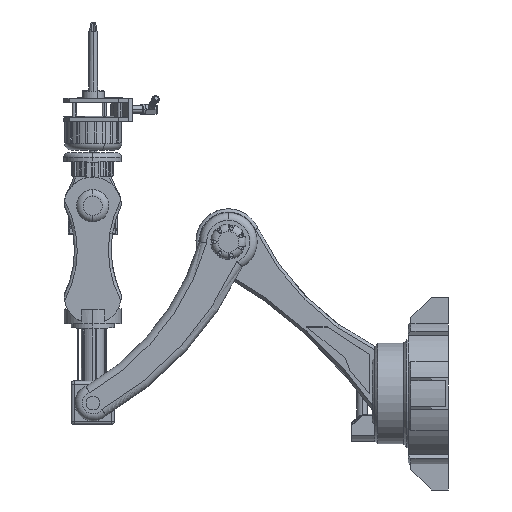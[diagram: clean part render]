
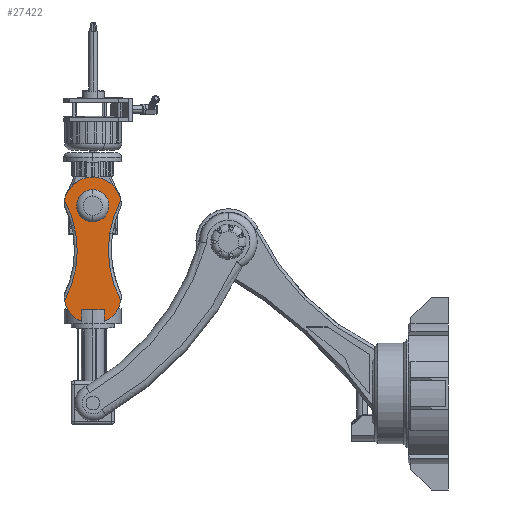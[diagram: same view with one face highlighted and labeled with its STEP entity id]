
A CAD part, left-side view. The second image highlights one B-rep face of the part: STEP entity #27422.
In plain terms, the highlighted face is planar.
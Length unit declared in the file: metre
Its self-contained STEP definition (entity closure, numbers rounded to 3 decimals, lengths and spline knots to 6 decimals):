
#331 = CIRCLE ( 'NONE', #21920, 0.07421 ) ;
#444 = CARTESIAN_POINT ( 'NONE',  ( -0.02, -0.008, 0.01 ) ) ;
#997 = DIRECTION ( 'NONE',  ( 0., 0., 1. ) ) ;
#1414 = AXIS2_PLACEMENT_3D ( 'NONE', #14709, #23831, #28718 ) ;
#1517 = ORIENTED_EDGE ( 'NONE', *, *, #3733, .F. ) ;
#1634 = CARTESIAN_POINT ( 'NONE',  ( -0.02, -0.008, 0.01 ) ) ;
#1815 = DIRECTION ( 'NONE',  ( -1., 0., 0. ) ) ;
#1837 = CIRCLE ( 'NONE', #2381, 0.019918 ) ;
#1841 = LINE ( 'NONE', #26043, #10816 ) ;
#1968 = VERTEX_POINT ( 'NONE', #4274 ) ;
#2342 = EDGE_LOOP ( 'NONE', ( #1517, #4290 ) ) ;
#2381 = AXIS2_PLACEMENT_3D ( 'NONE', #24646, #16961, #16800 ) ;
#2532 = ORIENTED_EDGE ( 'NONE', *, *, #18032, .T. ) ;
#3397 = CARTESIAN_POINT ( 'NONE',  ( -0.02, 0.008, 0.01 ) ) ;
#3733 = EDGE_CURVE ( 'NONE', #1968, #14448, #19149, .T. ) ;
#3992 = VERTEX_POINT ( 'NONE', #7984 ) ;
#4274 = CARTESIAN_POINT ( 'NONE',  ( -0.02, 0., 0.070933 ) ) ;
#4290 = ORIENTED_EDGE ( 'NONE', *, *, #8780, .F. ) ;
#4530 = ORIENTED_EDGE ( 'NONE', *, *, #18683, .T. ) ;
#4668 = FACE_BOUND ( 'NONE', #2342, .T. ) ;
#4734 = EDGE_CURVE ( 'NONE', #16257, #3992, #18661, .T. ) ;
#4926 = VERTEX_POINT ( 'NONE', #30838 ) ;
#5055 = CARTESIAN_POINT ( 'NONE',  ( -0.02, -0.085083, 0.051099 ) ) ;
#5357 = DIRECTION ( 'NONE',  ( 0., 0., -1. ) ) ;
#5397 = EDGE_CURVE ( 'NONE', #12366, #9429, #21201, .T. ) ;
#6192 = CARTESIAN_POINT ( 'NONE',  ( -0.02, 0., 0.082208 ) ) ;
#6455 = AXIS2_PLACEMENT_3D ( 'NONE', #18971, #9993, #19583 ) ;
#6578 = DIRECTION ( 'NONE',  ( 0., 0., 1. ) ) ;
#6622 = ORIENTED_EDGE ( 'NONE', *, *, #18766, .T. ) ;
#6993 = CARTESIAN_POINT ( 'NONE',  ( -0.02, 0., 0.019991 ) ) ;
#7638 = AXIS2_PLACEMENT_3D ( 'NONE', #6993, #1815, #18498 ) ;
#7658 = DIRECTION ( 'NONE',  ( -1., 0., 0. ) ) ;
#7984 = CARTESIAN_POINT ( 'NONE',  ( -0.02, 0.019572, 0.016293 ) ) ;
#8296 = CARTESIAN_POINT ( 'NONE',  ( -0.02, 0.019572, 0.085906 ) ) ;
#8396 = CARTESIAN_POINT ( 'NONE',  ( -0.02, 0., 0.093483 ) ) ;
#8780 = EDGE_CURVE ( 'NONE', #14448, #1968, #17604, .T. ) ;
#9429 = VERTEX_POINT ( 'NONE', #13983 ) ;
#9785 = CARTESIAN_POINT ( 'NONE',  ( -0.02, 0., 0.01 ) ) ;
#9851 = CARTESIAN_POINT ( 'NONE',  ( -0.02, -0.008, 0.01 ) ) ;
#9993 = DIRECTION ( 'NONE',  ( -1., 0., 0. ) ) ;
#10734 = DIRECTION ( 'NONE',  ( -1., 0., 0. ) ) ;
#10816 = VECTOR ( 'NONE', #6578, 1. ) ;
#10889 = CIRCLE ( 'NONE', #24924, 0.019918 ) ;
#11058 = EDGE_CURVE ( 'NONE', #24267, #27542, #1841, .T. ) ;
#12366 = VERTEX_POINT ( 'NONE', #15228 ) ;
#12477 = ORIENTED_EDGE ( 'NONE', *, *, #28111, .T. ) ;
#12607 = ORIENTED_EDGE ( 'NONE', *, *, #20865, .T. ) ;
#12861 = CARTESIAN_POINT ( 'NONE',  ( -0.02, -0.008, 0.01 ) ) ;
#12877 = VERTEX_POINT ( 'NONE', #28378 ) ;
#13983 = CARTESIAN_POINT ( 'NONE',  ( -0.02, -0.019564, 0.016252 ) ) ;
#14253 = FACE_OUTER_BOUND ( 'NONE', #20970, .T. ) ;
#14424 = VECTOR ( 'NONE', #19621, 1. ) ;
#14448 = VERTEX_POINT ( 'NONE', #8396 ) ;
#14475 = DIRECTION ( 'NONE',  ( 0., 0., 1. ) ) ;
#14640 = DIRECTION ( 'NONE',  ( 1., 0., 0. ) ) ;
#14709 = CARTESIAN_POINT ( 'NONE',  ( -0.02, 0., 0.082208 ) ) ;
#15050 = CARTESIAN_POINT ( 'NONE',  ( -0.02, 0., 0.082208 ) ) ;
#15102 = CARTESIAN_POINT ( 'NONE',  ( -0.02, 0., 0.082208 ) ) ;
#15228 = CARTESIAN_POINT ( 'NONE',  ( -0.02, -0.008, 0.00175 ) ) ;
#16257 = VERTEX_POINT ( 'NONE', #8296 ) ;
#16278 = CARTESIAN_POINT ( 'NONE',  ( -0.02, 0.083765, 0.051099 ) ) ;
#16629 = LINE ( 'NONE', #9851, #16641 ) ;
#16641 = VECTOR ( 'NONE', #21646, 1. ) ;
#16791 = LINE ( 'NONE', #444, #14424 ) ;
#16800 = DIRECTION ( 'NONE',  ( 0., 0., -1. ) ) ;
#16961 = DIRECTION ( 'NONE',  ( -1., 0., 0. ) ) ;
#17081 = VERTEX_POINT ( 'NONE', #9785 ) ;
#17177 = VECTOR ( 'NONE', #23319, 1. ) ;
#17604 = CIRCLE ( 'NONE', #28638, 0.011275 ) ;
#18032 = EDGE_CURVE ( 'NONE', #28250, #12366, #16791, .T. ) ;
#18498 = DIRECTION ( 'NONE',  ( 0., 0., -1. ) ) ;
#18661 = CIRCLE ( 'NONE', #22674, 0.073022 ) ;
#18683 = EDGE_CURVE ( 'NONE', #9429, #4926, #331, .T. ) ;
#18766 = EDGE_CURVE ( 'NONE', #4926, #12877, #10889, .T. ) ;
#18971 = CARTESIAN_POINT ( 'NONE',  ( -0.02, 0., 0.019991 ) ) ;
#19149 = CIRCLE ( 'NONE', #21176, 0.011275 ) ;
#19583 = DIRECTION ( 'NONE',  ( 0., 0., -1. ) ) ;
#19621 = DIRECTION ( 'NONE',  ( 0., 0., -1. ) ) ;
#19993 = CIRCLE ( 'NONE', #6455, 0.019918 ) ;
#20085 = EDGE_CURVE ( 'NONE', #17081, #28250, #16629, .T. ) ;
#20865 = EDGE_CURVE ( 'NONE', #27542, #17081, #22865, .T. ) ;
#20970 = EDGE_LOOP ( 'NONE', ( #30338, #4530, #6622, #12477, #27108, #26268, #22347, #12607, #23836, #2532 ) ) ;
#21176 = AXIS2_PLACEMENT_3D ( 'NONE', #6192, #10734, #997 ) ;
#21201 = CIRCLE ( 'NONE', #7638, 0.019918 ) ;
#21646 = DIRECTION ( 'NONE',  ( 0., -1., 0. ) ) ;
#21920 = AXIS2_PLACEMENT_3D ( 'NONE', #5055, #14640, #14475 ) ;
#22347 = ORIENTED_EDGE ( 'NONE', *, *, #11058, .T. ) ;
#22674 = AXIS2_PLACEMENT_3D ( 'NONE', #16278, #28227, #25855 ) ;
#22865 = LINE ( 'NONE', #1634, #17177 ) ;
#23319 = DIRECTION ( 'NONE',  ( 0., -1., 0. ) ) ;
#23831 = DIRECTION ( 'NONE',  ( -1., 0., 0. ) ) ;
#23836 = ORIENTED_EDGE ( 'NONE', *, *, #20085, .T. ) ;
#24223 = CARTESIAN_POINT ( 'NONE',  ( -0.02, 0.008, 0.00175 ) ) ;
#24267 = VERTEX_POINT ( 'NONE', #24223 ) ;
#24310 = DIRECTION ( 'NONE',  ( 0., 0., 1. ) ) ;
#24646 = CARTESIAN_POINT ( 'NONE',  ( -0.02, 0., 0.082208 ) ) ;
#24924 = AXIS2_PLACEMENT_3D ( 'NONE', #15102, #28938, #5357 ) ;
#25855 = DIRECTION ( 'NONE',  ( 0., 0., 1. ) ) ;
#26043 = CARTESIAN_POINT ( 'NONE',  ( -0.02, 0.008, 0.01 ) ) ;
#26268 = ORIENTED_EDGE ( 'NONE', *, *, #27410, .T. ) ;
#26657 = PLANE ( 'NONE',  #1414 ) ;
#27108 = ORIENTED_EDGE ( 'NONE', *, *, #4734, .T. ) ;
#27410 = EDGE_CURVE ( 'NONE', #3992, #24267, #19993, .T. ) ;
#27422 = ADVANCED_FACE ( 'NONE', ( #4668, #14253 ), #26657, .T. ) ;
#27542 = VERTEX_POINT ( 'NONE', #3397 ) ;
#28111 = EDGE_CURVE ( 'NONE', #12877, #16257, #1837, .T. ) ;
#28227 = DIRECTION ( 'NONE',  ( 1., 0., 0. ) ) ;
#28250 = VERTEX_POINT ( 'NONE', #12861 ) ;
#28378 = CARTESIAN_POINT ( 'NONE',  ( -0.02, 0., 0.102126 ) ) ;
#28638 = AXIS2_PLACEMENT_3D ( 'NONE', #15050, #7658, #24310 ) ;
#28718 = DIRECTION ( 'NONE',  ( 0., 0., -1. ) ) ;
#28938 = DIRECTION ( 'NONE',  ( -1., 0., 0. ) ) ;
#30338 = ORIENTED_EDGE ( 'NONE', *, *, #5397, .T. ) ;
#30838 = CARTESIAN_POINT ( 'NONE',  ( -0.02, -0.019564, 0.085946 ) ) ;
